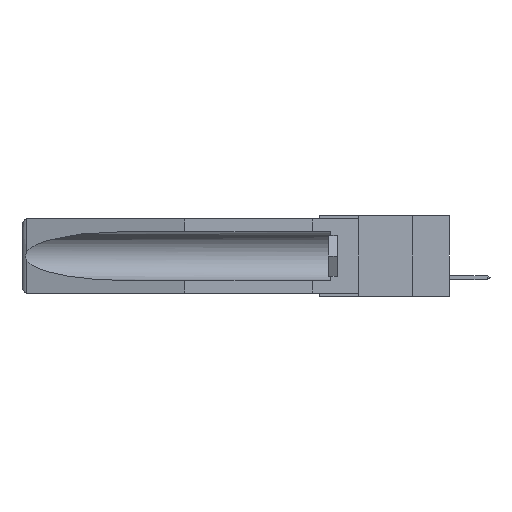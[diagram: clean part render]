
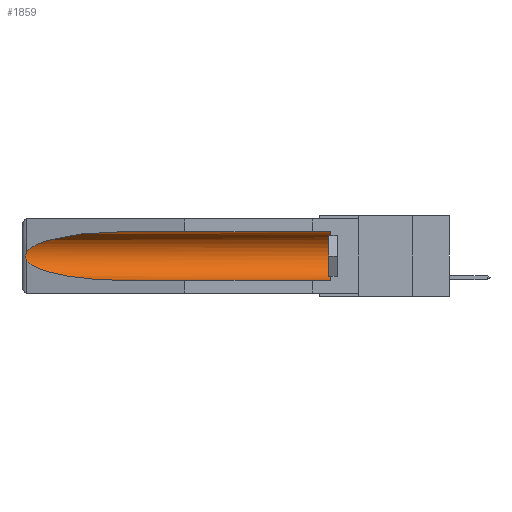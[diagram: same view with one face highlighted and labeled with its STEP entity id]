
A CAD part, left-side view. The second image highlights one B-rep face of the part: STEP entity #1859.
In plain terms, the highlighted cylindrical face has radius 2.857 mm (diameter 5.715 mm), a partial arc.
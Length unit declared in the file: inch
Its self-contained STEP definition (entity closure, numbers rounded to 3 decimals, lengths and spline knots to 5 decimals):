
#93 = CARTESIAN_POINT ( 'NONE',  ( 0.26597, 1.52961, -0.15275 ) ) ;
#384 = CARTESIAN_POINT ( 'NONE',  ( 0.26655, 1.53094, -0.18657 ) ) ;
#1859 = ADVANCED_FACE ( 'NONE', ( #26457 ), #21534, .F. ) ;
#1944 = DIRECTION ( 'NONE',  ( 0., 1., 0. ) ) ;
#2310 = VERTEX_POINT ( 'NONE', #16241 ) ;
#2512 = CARTESIAN_POINT ( 'NONE',  ( 0.26537, 1.52718, -0.14972 ) ) ;
#2963 = CARTESIAN_POINT ( 'NONE',  ( 0.155, 1.07973, -0.284 ) ) ;
#3686 = CARTESIAN_POINT ( 'NONE',  ( 0.26537, 1.52718, -0.19328 ) ) ;
#4295 = CARTESIAN_POINT ( 'NONE',  ( 0.155, -0.30754, -0.059 ) ) ;
#4839 = CARTESIAN_POINT ( 'NONE',  ( 0.26654, 1.53092, -0.15636 ) ) ;
#5645 = DIRECTION ( 'NONE',  ( 0., -1., 0. ) ) ;
#5957 = CARTESIAN_POINT ( 'NONE',  ( 0.155, -0.30754, -0.1715 ) ) ;
#6273 = EDGE_CURVE ( 'NONE', #14157, #12815, #11870, .T. ) ;
#6600 = ORIENTED_EDGE ( 'NONE', *, *, #20997, .T. ) ;
#6985 = CARTESIAN_POINT ( 'NONE',  ( 0.2673, 1.53269, -0.17917 ) ) ;
#7004 = AXIS2_PLACEMENT_3D ( 'NONE', #5957, #21778, #19521 ) ;
#7540 =( BOUNDED_CURVE ( )  B_SPLINE_CURVE ( 3, ( #20825, #27597, #16423, #2963 ),
 .UNSPECIFIED., .F., .F. ) 
 B_SPLINE_CURVE_WITH_KNOTS ( ( 4, 4 ),
 ( 0.1948, 1.5708 ),
 .UNSPECIFIED. ) 
 CURVE ( )  GEOMETRIC_REPRESENTATION_ITEM ( )  RATIONAL_B_SPLINE_CURVE ( ( 1., 0.848, 0.848, 1. ) ) 
 REPRESENTATION_ITEM ( '' )  );
#7864 = EDGE_CURVE ( 'NONE', #19214, #18204, #17861, .T. ) ;
#8293 = CARTESIAN_POINT ( 'NONE',  ( 0.155, 0.126, -0.284 ) ) ;
#8424 = CARTESIAN_POINT ( 'NONE',  ( 0.21114, 1.30732, -0.059 ) ) ;
#10032 = EDGE_CURVE ( 'NONE', #19214, #25312, #20427, .T. ) ;
#10076 = DIRECTION ( 'NONE',  ( 0., 0., 1. ) ) ;
#10454 = EDGE_CURVE ( 'NONE', #2310, #14157, #26267, .T. ) ;
#10551 = EDGE_LOOP ( 'NONE', ( #16078, #27754, #17809, #22262, #14220, #6600 ) ) ;
#10807 = CARTESIAN_POINT ( 'NONE',  ( 0.26537, 1.52718, -0.14972 ) ) ;
#11331 = CARTESIAN_POINT ( 'NONE',  ( 0.2675, 1.53308, -0.17534 ) ) ;
#11870 = B_SPLINE_CURVE_WITH_KNOTS ( 'NONE', 3,
 ( #2512, #93, #4839, #16059, #13388, #11331, #6985, #384, #26827, #3686 ),
 .UNSPECIFIED., .F., .F.,
 ( 4, 2, 2, 2, 4 ),
 ( 0., 0.00029, 0.00058, 0.00087, 0.00117 ),
 .UNSPECIFIED. ) ;
#12214 = VECTOR ( 'NONE', #22579, 39.37008 ) ;
#12815 = VERTEX_POINT ( 'NONE', #28231 ) ;
#13388 = CARTESIAN_POINT ( 'NONE',  ( 0.2675, 1.53308, -0.16763 ) ) ;
#14157 = VERTEX_POINT ( 'NONE', #10807 ) ;
#14220 = ORIENTED_EDGE ( 'NONE', *, *, #7864, .T. ) ;
#15416 = CARTESIAN_POINT ( 'NONE',  ( 0.25451, 1.48313, -0.09465 ) ) ;
#16059 = CARTESIAN_POINT ( 'NONE',  ( 0.2673, 1.5327, -0.16383 ) ) ;
#16078 = ORIENTED_EDGE ( 'NONE', *, *, #10454, .T. ) ;
#16241 = CARTESIAN_POINT ( 'NONE',  ( 0.155, 1.07973, -0.059 ) ) ;
#16423 = CARTESIAN_POINT ( 'NONE',  ( 0.21114, 1.30732, -0.284 ) ) ;
#17182 = CARTESIAN_POINT ( 'NONE',  ( 0.26537, 1.52718, -0.14972 ) ) ;
#17809 = ORIENTED_EDGE ( 'NONE', *, *, #23167, .T. ) ;
#17861 = CIRCLE ( 'NONE', #28358, 0.1125 ) ;
#18204 = VERTEX_POINT ( 'NONE', #20245 ) ;
#19214 = VERTEX_POINT ( 'NONE', #8293 ) ;
#19521 = DIRECTION ( 'NONE',  ( 0., 0., 1. ) ) ;
#19933 = CARTESIAN_POINT ( 'NONE',  ( 0.155, 1.07973, -0.284 ) ) ;
#20245 = CARTESIAN_POINT ( 'NONE',  ( 0.155, 0.126, -0.059 ) ) ;
#20427 = LINE ( 'NONE', #26359, #20776 ) ;
#20776 = VECTOR ( 'NONE', #1944, 39.37008 ) ;
#20825 = CARTESIAN_POINT ( 'NONE',  ( 0.26537, 1.52718, -0.19328 ) ) ;
#20997 = EDGE_CURVE ( 'NONE', #18204, #2310, #21004, .T. ) ;
#21004 = LINE ( 'NONE', #4295, #12214 ) ;
#21266 = CARTESIAN_POINT ( 'NONE',  ( 0.155, 0.126, -0.1715 ) ) ;
#21534 = CYLINDRICAL_SURFACE ( 'NONE', #7004, 0.1125 ) ;
#21778 = DIRECTION ( 'NONE',  ( 0., 1., 0. ) ) ;
#22262 = ORIENTED_EDGE ( 'NONE', *, *, #10032, .F. ) ;
#22579 = DIRECTION ( 'NONE',  ( 0., 1., 0. ) ) ;
#23167 = EDGE_CURVE ( 'NONE', #12815, #25312, #7540, .T. ) ;
#25312 = VERTEX_POINT ( 'NONE', #19933 ) ;
#26267 =( BOUNDED_CURVE ( )  B_SPLINE_CURVE ( 3, ( #28538, #8424, #15416, #17182 ),
 .UNSPECIFIED., .F., .F. ) 
 B_SPLINE_CURVE_WITH_KNOTS ( ( 4, 4 ),
 ( 4.71239, 6.08839 ),
 .UNSPECIFIED. ) 
 CURVE ( )  GEOMETRIC_REPRESENTATION_ITEM ( )  RATIONAL_B_SPLINE_CURVE ( ( 1., 0.848, 0.848, 1. ) ) 
 REPRESENTATION_ITEM ( '' )  );
#26359 = CARTESIAN_POINT ( 'NONE',  ( 0.155, -0.30754, -0.284 ) ) ;
#26457 = FACE_OUTER_BOUND ( 'NONE', #10551, .T. ) ;
#26827 = CARTESIAN_POINT ( 'NONE',  ( 0.26597, 1.5296, -0.19026 ) ) ;
#27597 = CARTESIAN_POINT ( 'NONE',  ( 0.25451, 1.48313, -0.24835 ) ) ;
#27754 = ORIENTED_EDGE ( 'NONE', *, *, #6273, .T. ) ;
#28231 = CARTESIAN_POINT ( 'NONE',  ( 0.26537, 1.52718, -0.19328 ) ) ;
#28358 = AXIS2_PLACEMENT_3D ( 'NONE', #21266, #5645, #10076 ) ;
#28538 = CARTESIAN_POINT ( 'NONE',  ( 0.155, 1.07973, -0.059 ) ) ;
